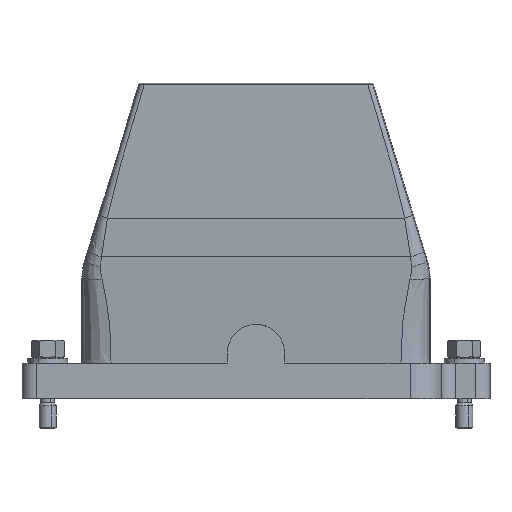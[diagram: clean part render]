
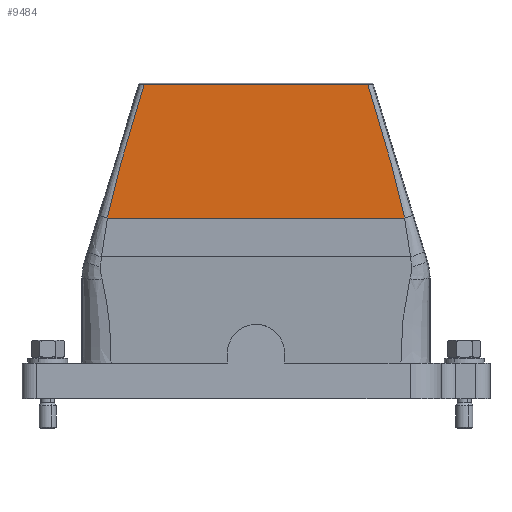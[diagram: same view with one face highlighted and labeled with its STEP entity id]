
A CAD part, left-side view. The second image highlights one B-rep face of the part: STEP entity #9484.
In plain terms, the highlighted planar face has unit normal (-1, 0, 0).
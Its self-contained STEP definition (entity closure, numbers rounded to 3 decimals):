
#9436=AXIS2_PLACEMENT_3D('Plane Axis2P3D',#9433,#9434,#9435) ;
#8485=CARTESIAN_POINT('Vertex',(0.,29.933,73.81)) ;
#8488=CARTESIAN_POINT('Line Origine',(0.,82.,73.81)) ;
#8492=CARTESIAN_POINT('Vertex',(0.,134.067,73.81)) ;
#9433=CARTESIAN_POINT('Axis2P3D Location',(0.,82.,121.)) ;
#9439=CARTESIAN_POINT('Control Point',(0.,42.829,120.62)) ;
#9440=CARTESIAN_POINT('Control Point',(0.,42.814,120.569)) ;
#9441=CARTESIAN_POINT('Control Point',(0.,42.798,120.518)) ;
#9442=CARTESIAN_POINT('Control Point',(0.,42.782,120.467)) ;
#9443=CARTESIAN_POINT('Control Point',(0.,42.56,119.743)) ;
#9444=CARTESIAN_POINT('Control Point',(0.,42.338,119.018)) ;
#9445=CARTESIAN_POINT('Control Point',(0.,42.131,118.344)) ;
#9446=CARTESIAN_POINT('Control Point',(0.,39.495,109.741)) ;
#9447=CARTESIAN_POINT('Control Point',(0.,36.892,101.128)) ;
#9448=CARTESIAN_POINT('Control Point',(0.,34.613,93.123)) ;
#9449=CARTESIAN_POINT('Control Point',(0.,32.262,84.486)) ;
#9450=CARTESIAN_POINT('Control Point',(0.,30.342,75.743)) ;
#9451=CARTESIAN_POINT('Control Point',(0.,30.203,75.101)) ;
#9452=CARTESIAN_POINT('Control Point',(0.,30.067,74.456)) ;
#9453=CARTESIAN_POINT('Control Point',(0.,29.933,73.81)) ;
#9454=CARTESIAN_POINT('Vertex',(0.,42.829,120.62)) ;
#9457=CARTESIAN_POINT('Line Origine',(0.,82.,120.62)) ;
#9461=CARTESIAN_POINT('Vertex',(0.,121.171,120.62)) ;
#9465=CARTESIAN_POINT('Control Point',(0.,134.067,73.81)) ;
#9466=CARTESIAN_POINT('Control Point',(0.,133.841,74.904)) ;
#9467=CARTESIAN_POINT('Control Point',(0.,133.607,75.991)) ;
#9468=CARTESIAN_POINT('Control Point',(0.,133.368,77.071)) ;
#9469=CARTESIAN_POINT('Control Point',(0.,131.407,85.68)) ;
#9470=CARTESIAN_POINT('Control Point',(0.,129.078,94.196)) ;
#9471=CARTESIAN_POINT('Control Point',(0.,126.953,101.619)) ;
#9472=CARTESIAN_POINT('Control Point',(0.,124.503,109.741)) ;
#9473=CARTESIAN_POINT('Control Point',(0.,122.019,117.853)) ;
#9474=CARTESIAN_POINT('Control Point',(0.,121.734,118.783)) ;
#9475=CARTESIAN_POINT('Control Point',(0.,121.444,119.73)) ;
#9476=CARTESIAN_POINT('Control Point',(0.,121.171,120.62)) ;
#8489=DIRECTION('Vector Direction',(0.,-1.,0.)) ;
#9434=DIRECTION('Axis2P3D Direction',(-1.,0.,0.)) ;
#9435=DIRECTION('Axis2P3D XDirection',(0.,0.,-1.)) ;
#9458=DIRECTION('Vector Direction',(0.,1.,0.)) ;
#8490=VECTOR('Line Direction',#8489,1.) ;
#9459=VECTOR('Line Direction',#9458,1.) ;
#9479=ORIENTED_EDGE('',*,*,#8494,.T.) ;
#9480=ORIENTED_EDGE('',*,*,#9456,.T.) ;
#9481=ORIENTED_EDGE('',*,*,#9463,.T.) ;
#9482=ORIENTED_EDGE('',*,*,#9477,.T.) ;
#9484=ADVANCED_FACE('Hood',(#9483),#9437,.T.) ;
#9438=B_SPLINE_CURVE_WITH_KNOTS('',5,(#9439,#9440,#9441,#9442,#9443,#9444,#9445,#9446,#9447,#9448,#9449,#9450,#9451,#9452,#9453),.UNSPECIFIED.,.F.,.U.,(6,3,3,3,6),(34.09,34.552,40.656,112.467,118.109),.UNSPECIFIED.) ;
#9464=B_SPLINE_CURVE_WITH_KNOTS('',5,(#9465,#9466,#9467,#9468,#9469,#9470,#9471,#9472,#9473,#9474,#9475,#9476),.UNSPECIFIED.,.F.,.U.,(6,3,3,6),(120.026,129.719,196.435,203.182),.UNSPECIFIED.) ;
#8494=EDGE_CURVE('',#8493,#8486,#8491,.T.) ;
#9456=EDGE_CURVE('',#8486,#9455,#9438,.F.) ;
#9463=EDGE_CURVE('',#9455,#9462,#9460,.T.) ;
#9477=EDGE_CURVE('',#9462,#8493,#9464,.F.) ;
#9478=EDGE_LOOP('',(#9479,#9480,#9481,#9482)) ;
#9483=FACE_OUTER_BOUND('',#9478,.T.) ;
#8491=LINE('Line',#8488,#8490) ;
#9460=LINE('Line',#9457,#9459) ;
#9437=PLANE('',#9436) ;
#8486=VERTEX_POINT('',#8485) ;
#8493=VERTEX_POINT('',#8492) ;
#9455=VERTEX_POINT('',#9454) ;
#9462=VERTEX_POINT('',#9461) ;
